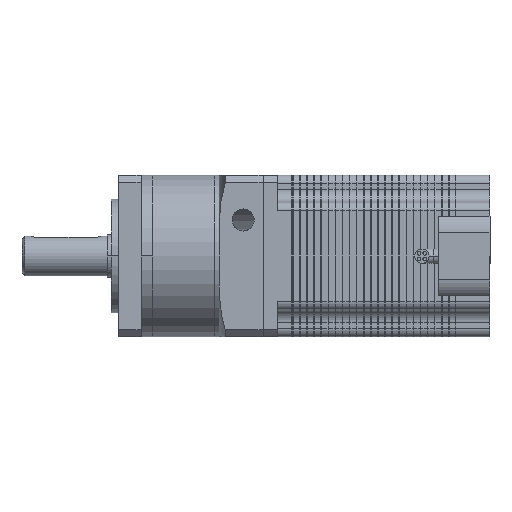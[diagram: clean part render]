
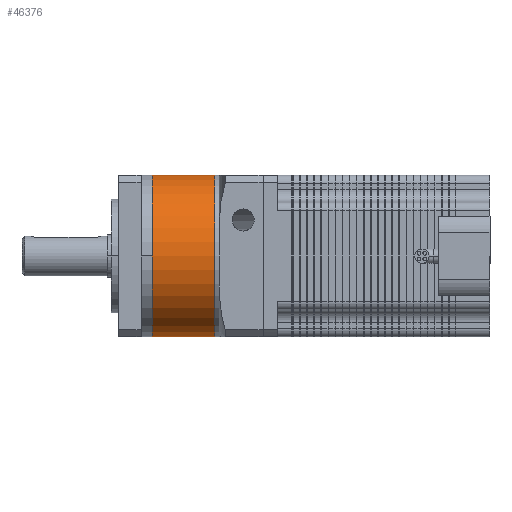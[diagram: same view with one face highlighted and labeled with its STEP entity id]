
A CAD part, left-side view. The second image highlights one B-rep face of the part: STEP entity #46376.
In plain terms, the highlighted cylindrical face has radius 28.5 mm (diameter 57 mm), a partial arc.
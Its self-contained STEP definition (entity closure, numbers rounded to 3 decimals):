
#1943 = CIRCLE ( 'NONE', #21241, 28.5 ) ;
#2099 = ORIENTED_EDGE ( 'NONE', *, *, #52158, .F. ) ;
#10713 = DIRECTION ( 'NONE',  ( 0., -1., 0. ) ) ;
#14132 = ORIENTED_EDGE ( 'NONE', *, *, #19808, .T. ) ;
#14487 = FACE_OUTER_BOUND ( 'NONE', #35279, .T. ) ;
#15768 = CARTESIAN_POINT ( 'NONE',  ( 0., 22., 28.5 ) ) ;
#16713 = ORIENTED_EDGE ( 'NONE', *, *, #32174, .F. ) ;
#19808 = EDGE_CURVE ( 'NONE', #33530, #29690, #50486, .T. ) ;
#20913 = CARTESIAN_POINT ( 'NONE',  ( 0., 0., -28.5 ) ) ;
#21241 = AXIS2_PLACEMENT_3D ( 'NONE', #36298, #56746, #31594 ) ;
#21794 = LINE ( 'NONE', #15768, #40263 ) ;
#23908 = DIRECTION ( 'NONE',  ( 0., -1., 0. ) ) ;
#25057 = AXIS2_PLACEMENT_3D ( 'NONE', #29273, #23908, #34302 ) ;
#29273 = CARTESIAN_POINT ( 'NONE',  ( 0., 22., 0. ) ) ;
#29690 = VERTEX_POINT ( 'NONE', #55594 ) ;
#30161 = AXIS2_PLACEMENT_3D ( 'NONE', #58211, #41825, #42804 ) ;
#31253 = VERTEX_POINT ( 'NONE', #51163 ) ;
#31594 = DIRECTION ( 'NONE',  ( 0., 0., 1. ) ) ;
#32174 = EDGE_CURVE ( 'NONE', #31253, #29690, #21794, .T. ) ;
#33530 = VERTEX_POINT ( 'NONE', #20913 ) ;
#33589 = VERTEX_POINT ( 'NONE', #53405 ) ;
#34302 = DIRECTION ( 'NONE',  ( 0., 0., -1. ) ) ;
#35279 = EDGE_LOOP ( 'NONE', ( #16713, #2099, #45214, #14132 ) ) ;
#36298 = CARTESIAN_POINT ( 'NONE',  ( 0., 22., 0. ) ) ;
#37710 = EDGE_CURVE ( 'NONE', #33589, #33530, #47622, .T. ) ;
#39011 = CYLINDRICAL_SURFACE ( 'NONE', #25057, 28.5 ) ;
#40263 = VECTOR ( 'NONE', #10713, 1000. ) ;
#41825 = DIRECTION ( 'NONE',  ( 0., 1., 0. ) ) ;
#42804 = DIRECTION ( 'NONE',  ( 0., 0., 1. ) ) ;
#43377 = VECTOR ( 'NONE', #52988, 1000. ) ;
#43604 = CARTESIAN_POINT ( 'NONE',  ( 0., 22., -28.5 ) ) ;
#45214 = ORIENTED_EDGE ( 'NONE', *, *, #37710, .T. ) ;
#46376 = ADVANCED_FACE ( 'NONE', ( #14487 ), #39011, .T. ) ;
#47622 = LINE ( 'NONE', #43604, #43377 ) ;
#50486 = CIRCLE ( 'NONE', #30161, 28.5 ) ;
#51163 = CARTESIAN_POINT ( 'NONE',  ( 0., 22., 28.5 ) ) ;
#52158 = EDGE_CURVE ( 'NONE', #33589, #31253, #1943, .T. ) ;
#52988 = DIRECTION ( 'NONE',  ( 0., -1., 0. ) ) ;
#53405 = CARTESIAN_POINT ( 'NONE',  ( 0., 22., -28.5 ) ) ;
#55594 = CARTESIAN_POINT ( 'NONE',  ( 0., 0., 28.5 ) ) ;
#56746 = DIRECTION ( 'NONE',  ( 0., 1., 0. ) ) ;
#58211 = CARTESIAN_POINT ( 'NONE',  ( 0., 0., 0. ) ) ;
